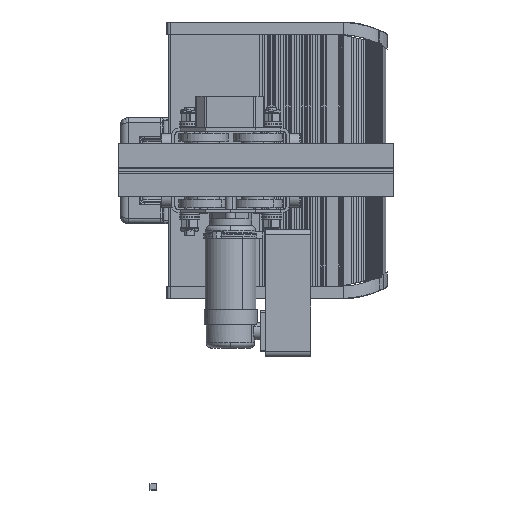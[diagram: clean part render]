
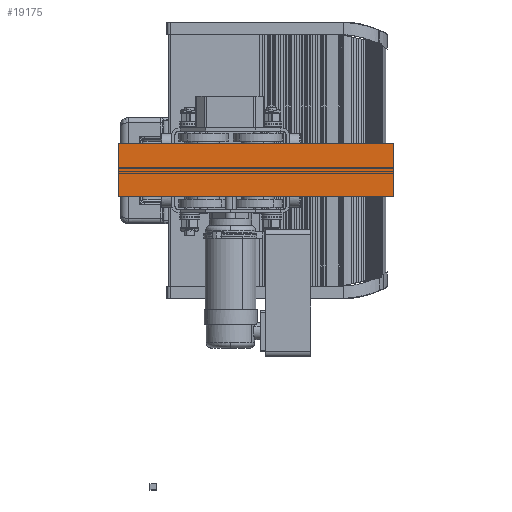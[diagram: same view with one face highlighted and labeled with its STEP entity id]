
A CAD part, top view. The second image highlights one B-rep face of the part: STEP entity #19175.
In plain terms, the highlighted planar face has unit normal (0, 0, 1).
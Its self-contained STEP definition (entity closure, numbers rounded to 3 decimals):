
#7690=EDGE_CURVE('',#21370,#21371,#21372,.T.);
#19175=ADVANCED_FACE('',(#38191),#38192,.T.);
#21370=VERTEX_POINT('',#41131);
#21371=VERTEX_POINT('',#41132);
#21372=LINE('',#41133,#41134);
#38191=FACE_OUTER_BOUND('',#75691,.T.);
#38192=PLANE('',#75692);
#41131=CARTESIAN_POINT('',(260.0,50.0,133.33));
#41132=CARTESIAN_POINT('',(260.0,-50.,133.33));
#41133=CARTESIAN_POINT('',(260.0,50.0,133.33));
#41134=VECTOR('',#79648,1.0);
#75691=EDGE_LOOP('',(#111179,#111180,#111181,#111182));
#75692=AXIS2_PLACEMENT_3D('',#111183,#111184,#111185);
#79648=DIRECTION('',(0.0,-1.0,0.0));
#111179=ORIENTED_EDGE('',*,*,#120967,.T.);
#111180=ORIENTED_EDGE('',*,*,#117460,.F.);
#111181=ORIENTED_EDGE('',*,*,#7690,.F.);
#111182=ORIENTED_EDGE('',*,*,#123251,.T.);
#111183=CARTESIAN_POINT('',(260.0,0.,133.33));
#111184=DIRECTION('',(0.0,0.0,1.0));
#111185=DIRECTION('',(-0.0,1.0,-0.0));
#117460=EDGE_CURVE('',#21371,#127618,#127622,.T.);
#120967=EDGE_CURVE('',#132489,#127618,#132490,.T.);
#123251=EDGE_CURVE('',#21370,#132489,#135111,.T.);
#127618=VERTEX_POINT('',#141389);
#127622=LINE('',#141395,#141396);
#132489=VERTEX_POINT('',#148760);
#132490=LINE('',#148761,#148762);
#135111=LINE('',#153242,#153243);
#141389=CARTESIAN_POINT('',(-260.0,-50.,133.33));
#141395=CARTESIAN_POINT('',(260.0,-50.,133.33));
#141396=VECTOR('',#157389,1.0);
#148760=CARTESIAN_POINT('',(-260.0,50.0,133.33));
#148761=CARTESIAN_POINT('',(-260.0,50.0,133.33));
#148762=VECTOR('',#161563,1.0);
#153242=CARTESIAN_POINT('',(260.0,50.0,133.33));
#153243=VECTOR('',#163342,1.0);
#157389=DIRECTION('',(-1.0,0.0,0.0));
#161563=DIRECTION('',(0.0,-1.0,0.0));
#163342=DIRECTION('',(-1.0,0.0,0.0));
